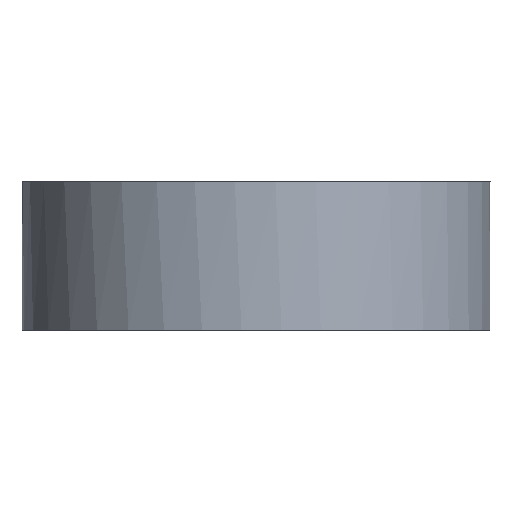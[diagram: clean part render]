
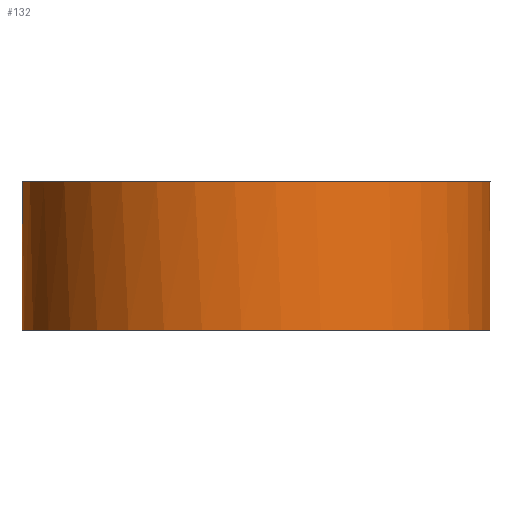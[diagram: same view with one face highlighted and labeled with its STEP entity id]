
A CAD part, front view. The second image highlights one B-rep face of the part: STEP entity #132.
In plain terms, the highlighted cylindrical face has radius 80 mm (diameter 160 mm), a full revolution.
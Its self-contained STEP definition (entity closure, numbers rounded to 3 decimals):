
#132=ADVANCED_FACE('',(#164,#165),#162,.T.);
#162=CYLINDRICAL_SURFACE('',#584,80.);
#164=FACE_BOUND('',#172,.T.);
#165=FACE_BOUND('',#173,.T.);
#172=EDGE_LOOP('',(#214,#215,#216,#217));
#173=EDGE_LOOP('',(#218));
#206=CIRCLE('',#581,80.);
#207=CIRCLE('',#582,80.);
#208=CIRCLE('',#583,80.);
#214=ORIENTED_EDGE('',*,*,#428,.T.);
#215=ORIENTED_EDGE('',*,*,#429,.F.);
#216=ORIENTED_EDGE('',*,*,#430,.T.);
#217=ORIENTED_EDGE('',*,*,#431,.F.);
#218=ORIENTED_EDGE('',*,*,#432,.T.);
#374=VERTEX_POINT('',#693);
#375=VERTEX_POINT('',#694);
#376=VERTEX_POINT('',#696);
#377=VERTEX_POINT('',#698);
#378=VERTEX_POINT('',#701);
#428=EDGE_CURVE('',#374,#375,#508,.T.);
#429=EDGE_CURVE('',#376,#375,#206,.T.);
#430=EDGE_CURVE('',#376,#377,#509,.T.);
#431=EDGE_CURVE('',#374,#377,#207,.T.);
#432=EDGE_CURVE('',#378,#378,#208,.T.);
#508=LINE('',#692,#544);
#509=LINE('',#697,#545);
#544=VECTOR('',#607,1.);
#545=VECTOR('',#610,1.);
#581=AXIS2_PLACEMENT_3D('',#695,#608,#609);
#582=AXIS2_PLACEMENT_3D('',#699,#611,#612);
#583=AXIS2_PLACEMENT_3D('',#700,#613,#614);
#584=AXIS2_PLACEMENT_3D('',#702,#615,#616);
#607=DIRECTION('',(0.,0.,-1.));
#608=DIRECTION('',(0.,0.,1.));
#609=DIRECTION('',(1.,0.,0.));
#610=DIRECTION('',(0.,0.,1.));
#611=DIRECTION('',(0.,0.,1.));
#612=DIRECTION('',(1.,0.,0.));
#613=DIRECTION('',(0.,0.,1.));
#614=DIRECTION('',(0.,1.,0.));
#615=DIRECTION('',(0.,0.,1.));
#616=DIRECTION('',(1.,0.,0.));
#692=CARTESIAN_POINT('',(-56.812,97.869,-50.423));
#693=CARTESIAN_POINT('',(-56.812,97.869,0.249));
#694=CARTESIAN_POINT('',(-56.812,97.869,-5.751));
#695=CARTESIAN_POINT('',(-89.552,24.876,-5.751));
#696=CARTESIAN_POINT('',(-11.982,44.444,-5.751));
#697=CARTESIAN_POINT('',(-11.982,44.444,-50.423));
#698=CARTESIAN_POINT('',(-11.982,44.444,0.249));
#699=CARTESIAN_POINT('',(-89.552,24.876,0.249));
#700=CARTESIAN_POINT('',(-89.552,24.876,-50.423));
#701=CARTESIAN_POINT('',(-89.552,104.875,-50.423));
#702=CARTESIAN_POINT('',(-89.552,24.876,-50.423));
